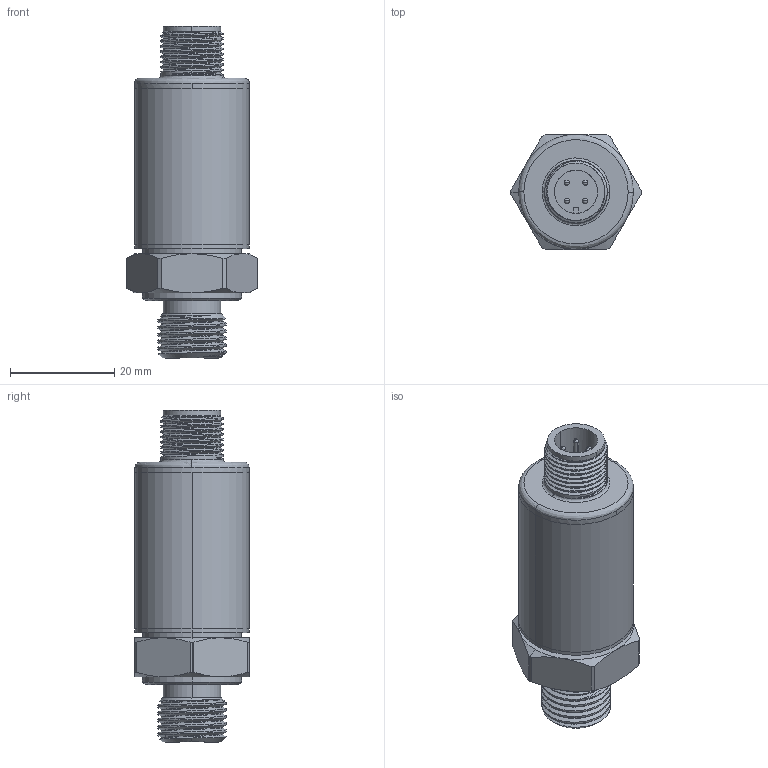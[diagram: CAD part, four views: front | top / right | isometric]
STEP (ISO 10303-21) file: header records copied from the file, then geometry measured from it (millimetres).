
FILE_DESCRIPTION (( 'STEP AP214' ), '1' );
FILE_NAME ('PT211A-207_3D.step', '2023-03-30T23:09:09', ( '' ), ( '' ), 'SwSTEP 2.0', 'SolidWorks 2022', '' );
FILE_SCHEMA (( 'AUTOMOTIVE_DESIGN' ));
Length unit declared in the file: inch
Products named in the file (4): FST800-3_2^PT211A-207; FST800-2_2^PT211A-207; FST800-1_2^PT211A-207; PT211A-207_3D
Assembly tree (3 placements, depth 2):
  PT211A-207_3D
    FST800-1_2^PT211A-207
    FST800-2_2^PT211A-207
    FST800-3_2^PT211A-207
Bounding box: 25 x 22 x 63.7 mm (x, y, z)
Volume: 17772.7 mm3; surface area: 7153.7 mm2
Topology: 3 solids, 3 shells, 145 faces, 423 edges, 280 vertices
Faces by surface type: cylinder 61, bspline 33, cone 26, plane 25
Entity records: 10344 total; most frequent: CARTESIAN_POINT 6866, ORIENTED_EDGE 814, DIRECTION 513, EDGE_CURVE 407, VERTEX_POINT 280, B_SPLINE_CURVE_WITH_KNOTS 218, AXIS2_PLACEMENT_3D 210, EDGE_LOOP 157
